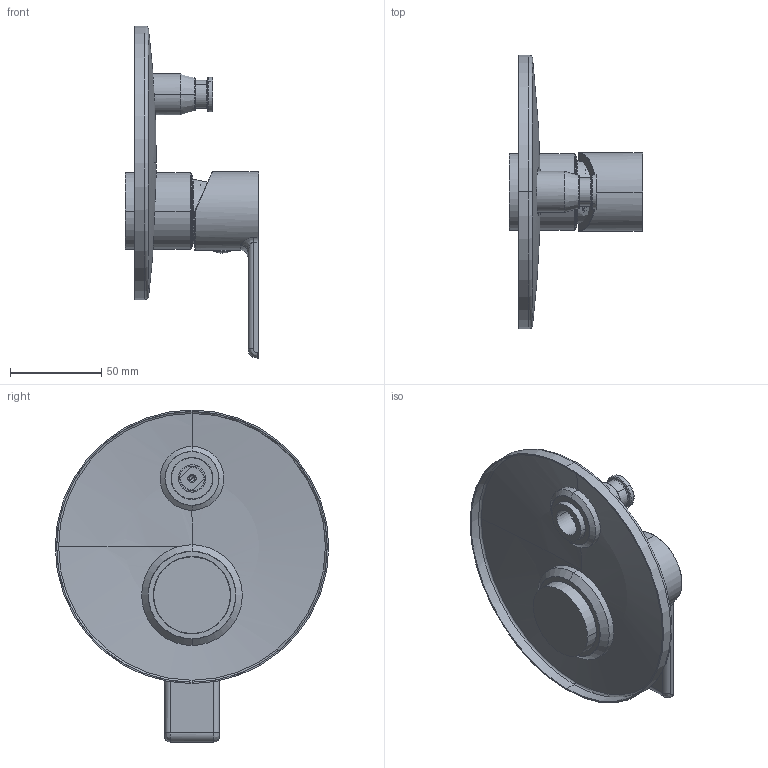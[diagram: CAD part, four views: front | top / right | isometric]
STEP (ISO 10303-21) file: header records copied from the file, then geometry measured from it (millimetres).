
FILE_DESCRIPTION(('CATIA V5 STEP Exchange','CAx-IF Rec.Pracs.--- Model Styling and Organization---1.5--- 2016-08-15','CAx-IF Rec.Pracs.---Supplemental Geometry---1.0---2011-11-01','CAx-IF Rec.Pracs.--- Composite Materials ---3.4---2017-06-13','CAx-IF Rec.Pracs.---Tessellated 3D Geometry---1.0---2015-12-17'),'2;1');
FILE_NAME('ZR300214_x_render_13.12.22.stp','2022-12-13T15:24:29+00:00',('none'),('none'),'CATIA Version 5-6 Release 2020 SP2','CATIA V5 STEP AP242 v2','none');
FILE_SCHEMA(('AP242_MANAGED_MODEL_BASED_3D_ENGINEERING_MIM_LF {1 0 10303 442 1 1 4}'));
Length unit declared in the file: millimetre
Products named in the file (1): Admi1D24B4F1s6tk
Bounding box: 73 x 150 x 182 mm (x, y, z)
Volume: 141721.2 mm3; surface area: 75582.7 mm2
Topology: 9 solids, 10 shells, 216 faces, 839 edges, 637 vertices
Faces by surface type: cylinder 82, torus 43, plane 38, cone 26, bspline 21, sphere 6
Entity records: 12288 total; most frequent: CARTESIAN_POINT 6300, ORIENTED_EDGE 1644, EDGE_CURVE 822, VERTEX_POINT 637, DIRECTION 591, B_SPLINE_CURVE_WITH_KNOTS 388, AXIS2_PLACEMENT_3D 326, EDGE_LOOP 239
